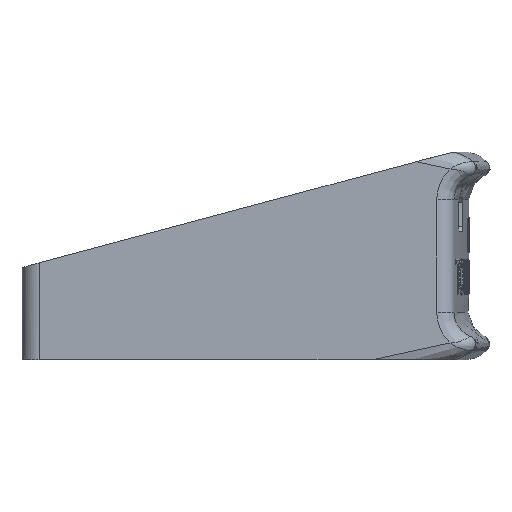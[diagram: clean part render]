
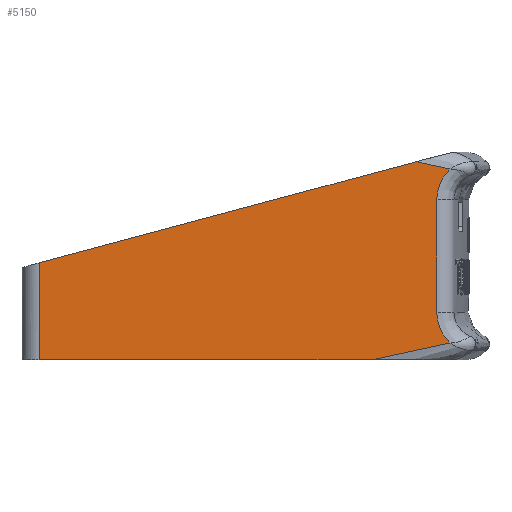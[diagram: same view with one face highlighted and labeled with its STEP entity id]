
A CAD part, front view. The second image highlights one B-rep face of the part: STEP entity #5150.
In plain terms, the highlighted planar face has unit normal (0, -1, 0).
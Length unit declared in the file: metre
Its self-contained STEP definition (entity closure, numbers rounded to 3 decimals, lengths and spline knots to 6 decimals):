
#26=PLANE('',#5445);
#162=LINE('',#8902,#290);
#166=LINE('',#8980,#294);
#167=LINE('',#9000,#295);
#168=LINE('',#9011,#296);
#290=VECTOR('',#5591,1.);
#294=VECTOR('',#5597,1.);
#295=VECTOR('',#5600,1.);
#296=VECTOR('',#5601,1.);
#914=ORIENTED_EDGE('',*,*,#2573,.T.);
#915=ORIENTED_EDGE('',*,*,#2576,.T.);
#916=ORIENTED_EDGE('',*,*,#2562,.T.);
#917=ORIENTED_EDGE('',*,*,#2577,.T.);
#918=ORIENTED_EDGE('',*,*,#2578,.T.);
#919=ORIENTED_EDGE('',*,*,#2579,.T.);
#920=ORIENTED_EDGE('',*,*,#2580,.T.);
#921=ORIENTED_EDGE('',*,*,#2581,.T.);
#2562=EDGE_CURVE('',#3389,#3388,#162,.T.);
#2573=EDGE_CURVE('',#3397,#3396,#166,.T.);
#2576=EDGE_CURVE('',#3396,#3389,#167,.T.);
#2577=EDGE_CURVE('',#3388,#3398,#3895,.T.);
#2578=EDGE_CURVE('',#3398,#3399,#3896,.T.);
#2579=EDGE_CURVE('',#3399,#3400,#168,.T.);
#2580=EDGE_CURVE('',#3400,#3401,#3897,.T.);
#2581=EDGE_CURVE('',#3401,#3397,#3898,.T.);
#3388=VERTEX_POINT('',#8901);
#3389=VERTEX_POINT('',#8903);
#3396=VERTEX_POINT('',#8979);
#3397=VERTEX_POINT('',#8981);
#3398=VERTEX_POINT('',#9005);
#3399=VERTEX_POINT('',#9010);
#3400=VERTEX_POINT('',#9012);
#3401=VERTEX_POINT('',#9020);
#3895=B_SPLINE_CURVE_WITH_KNOTS('',3,(#9001,#9002,#9003,#9004),
 .UNSPECIFIED.,.F.,.F.,(4,4),(0.,0.023009),.UNSPECIFIED.);
#3896=B_SPLINE_CURVE_WITH_KNOTS('',3,(#9006,#9007,#9008,#9009),
 .UNSPECIFIED.,.F.,.F.,(4,4),(0.004742,0.014684),
 .UNSPECIFIED.);
#3897=B_SPLINE_CURVE_WITH_KNOTS('',3,(#9013,#9014,#9015,#9016,#9017,#9018,
#9019),.UNSPECIFIED.,.F.,.F.,(4,1,1,1,4),(0.,0.002488,0.004975,
0.007463,0.009951),.UNSPECIFIED.);
#3898=B_SPLINE_CURVE_WITH_KNOTS('',3,(#9021,#9022,#9023,#9024),
 .UNSPECIFIED.,.F.,.F.,(4,4),(0.,0.009978),.UNSPECIFIED.);
#4223=EDGE_LOOP('',(#914,#915,#916,#917,#918,#919,#920,#921));
#4570=FACE_BOUND('',#4223,.T.);
#5150=ADVANCED_FACE('',(#4570),#26,.T.);
#5445=AXIS2_PLACEMENT_3D('',#8999,#5598,#5599);
#5591=DIRECTION('',(1.,0.,0.));
#5597=DIRECTION('',(-0.966,0.,-0.259));
#5598=DIRECTION('',(0.,-1.,0.));
#5599=DIRECTION('',(1.,0.,0.));
#5600=DIRECTION('',(0.,0.,-1.));
#5601=DIRECTION('',(0.,0.,1.));
#8901=CARTESIAN_POINT('',(-0.027898,-0.0625,0.));
#8902=CARTESIAN_POINT('',(-0.067413,-0.0625,0.));
#8903=CARTESIAN_POINT('',(-0.124103,-0.0625,0.));
#8979=CARTESIAN_POINT('',(-0.124103,-0.0625,0.028063));
#8980=CARTESIAN_POINT('',(-0.067413,-0.0625,0.043253));
#8981=CARTESIAN_POINT('',(-0.015159,-0.0625,0.057255));
#8999=CARTESIAN_POINT('',(-0.058262,-0.0625,0.03));
#9000=CARTESIAN_POINT('',(-0.124103,-0.0625,0.03));
#9001=CARTESIAN_POINT('',(-0.027898,-0.0625,0.));
#9002=CARTESIAN_POINT('',(-0.020401,-0.0625,0.001616));
#9003=CARTESIAN_POINT('',(-0.012903,-0.0625,0.003232));
#9004=CARTESIAN_POINT('',(-0.005405,-0.0625,0.004848));
#9005=CARTESIAN_POINT('',(-0.005405,-0.0625,0.004848));
#9006=CARTESIAN_POINT('',(-0.005405,-0.0625,0.004848));
#9007=CARTESIAN_POINT('',(-0.007805,-0.0625,0.007171));
#9008=CARTESIAN_POINT('',(-0.009208,-0.0625,0.010448));
#9009=CARTESIAN_POINT('',(-0.009208,-0.0625,0.013809));
#9010=CARTESIAN_POINT('',(-0.009208,-0.0625,0.013809));
#9011=CARTESIAN_POINT('',(-0.009208,-0.0625,0.03));
#9012=CARTESIAN_POINT('',(-0.009208,-0.0625,0.046191));
#9013=CARTESIAN_POINT('',(-0.009208,-0.0625,0.046191));
#9014=CARTESIAN_POINT('',(-0.009208,-0.0625,0.047032));
#9015=CARTESIAN_POINT('',(-0.009042,-0.0625,0.048681));
#9016=CARTESIAN_POINT('',(-0.00829,-0.0625,0.051099));
#9017=CARTESIAN_POINT('',(-0.007093,-0.0625,0.053282));
#9018=CARTESIAN_POINT('',(-0.006002,-0.0625,0.054575));
#9019=CARTESIAN_POINT('',(-0.005405,-0.0625,0.055152));
#9020=CARTESIAN_POINT('',(-0.005405,-0.0625,0.055152));
#9021=CARTESIAN_POINT('',(-0.005405,-0.0625,0.055152));
#9022=CARTESIAN_POINT('',(-0.008657,-0.0625,0.055853));
#9023=CARTESIAN_POINT('',(-0.011908,-0.0625,0.056554));
#9024=CARTESIAN_POINT('',(-0.015159,-0.0625,0.057255));
